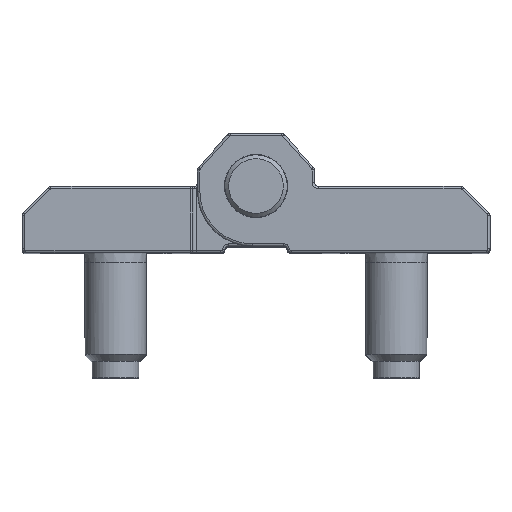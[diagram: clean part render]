
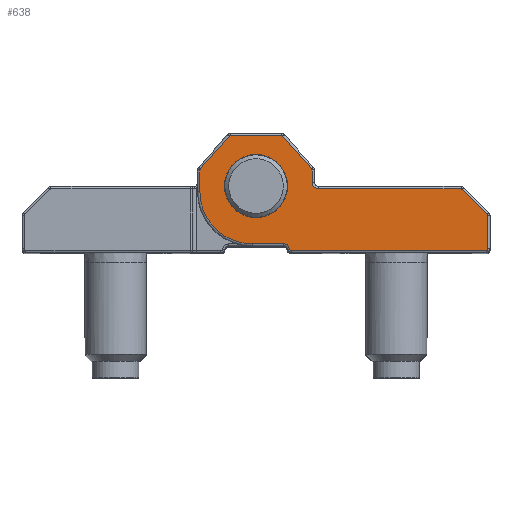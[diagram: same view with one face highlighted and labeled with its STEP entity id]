
A CAD part, top view. The second image highlights one B-rep face of the part: STEP entity #638.
In plain terms, the highlighted planar face has unit normal (0, 0, 1).
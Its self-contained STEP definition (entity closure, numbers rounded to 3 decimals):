
#638=ADVANCED_FACE('',(#1491,#1492),#1493,.T.);
#1491=FACE_OUTER_BOUND('',#3924,.T.);
#1492=FACE_BOUND('',#3925,.T.);
#1493=PLANE('',#3926);
#3924=EDGE_LOOP('',(#7566,#7567,#7568,#7569,#7570,#7571,#7572,#7573,#7574,#7575,#7576,#7577,#7578,#7579,#7580,#7581,#7582,#7583,#7584,#7585,#7586));
#3925=EDGE_LOOP('',(#7587));
#3926=AXIS2_PLACEMENT_3D('',#7588,#7589,#7590);
#7566=ORIENTED_EDGE('',*,*,#11384,.T.);
#7567=ORIENTED_EDGE('',*,*,#11385,.T.);
#7568=ORIENTED_EDGE('',*,*,#11386,.T.);
#7569=ORIENTED_EDGE('',*,*,#11387,.T.);
#7570=ORIENTED_EDGE('',*,*,#11388,.T.);
#7571=ORIENTED_EDGE('',*,*,#11389,.T.);
#7572=ORIENTED_EDGE('',*,*,#11390,.T.);
#7573=ORIENTED_EDGE('',*,*,#11391,.T.);
#7574=ORIENTED_EDGE('',*,*,#11392,.T.);
#7575=ORIENTED_EDGE('',*,*,#11393,.T.);
#7576=ORIENTED_EDGE('',*,*,#11294,.T.);
#7577=ORIENTED_EDGE('',*,*,#11304,.T.);
#7578=ORIENTED_EDGE('',*,*,#11306,.T.);
#7579=ORIENTED_EDGE('',*,*,#11302,.T.);
#7580=ORIENTED_EDGE('',*,*,#11299,.T.);
#7581=ORIENTED_EDGE('',*,*,#11394,.T.);
#7582=ORIENTED_EDGE('',*,*,#11395,.T.);
#7583=ORIENTED_EDGE('',*,*,#11396,.T.);
#7584=ORIENTED_EDGE('',*,*,#11397,.T.);
#7585=ORIENTED_EDGE('',*,*,#11398,.T.);
#7586=ORIENTED_EDGE('',*,*,#11399,.T.);
#7587=ORIENTED_EDGE('',*,*,#11400,.F.);
#7588=CARTESIAN_POINT('',(0.0,0.0,45.0));
#7589=DIRECTION('',(0.0,0.0,1.0));
#7590=DIRECTION('',(1.0,0.0,0.0));
#11294=EDGE_CURVE('',#12993,#12991,#12994,.T.);
#11299=EDGE_CURVE('',#12996,#13001,#13003,.T.);
#11302=EDGE_CURVE('',#13004,#12996,#13007,.T.);
#11304=EDGE_CURVE('',#12991,#13008,#13010,.F.);
#11306=EDGE_CURVE('',#13008,#13004,#13012,.T.);
#11384=EDGE_CURVE('',#13125,#13126,#13127,.T.);
#11385=EDGE_CURVE('',#13126,#13128,#13129,.T.);
#11386=EDGE_CURVE('',#13128,#13130,#13131,.T.);
#11387=EDGE_CURVE('',#13130,#13132,#13133,.T.);
#11388=EDGE_CURVE('',#13132,#13134,#13135,.T.);
#11389=EDGE_CURVE('',#13134,#13136,#13137,.F.);
#11390=EDGE_CURVE('',#13136,#13138,#13139,.T.);
#11391=EDGE_CURVE('',#13138,#13140,#13141,.T.);
#11392=EDGE_CURVE('',#13140,#13142,#13143,.F.);
#11393=EDGE_CURVE('',#13142,#12993,#13144,.T.);
#11394=EDGE_CURVE('',#13001,#13145,#13146,.F.);
#11395=EDGE_CURVE('',#13145,#13147,#13148,.T.);
#11396=EDGE_CURVE('',#13147,#13149,#13150,.T.);
#11397=EDGE_CURVE('',#13149,#13151,#13152,.T.);
#11398=EDGE_CURVE('',#13151,#13153,#13154,.T.);
#11399=EDGE_CURVE('',#13153,#13125,#13155,.F.);
#11400=EDGE_CURVE('',#13156,#13156,#13157,.T.);
#12991=VERTEX_POINT('',#15641);
#12993=VERTEX_POINT('',#15643);
#12994=CIRCLE('',#15644,0.2);
#12996=VERTEX_POINT('',#15646);
#13001=VERTEX_POINT('',#15651);
#13003=CIRCLE('',#15653,0.2);
#13004=VERTEX_POINT('',#15654);
#13007=LINE('',#15658,#15659);
#13008=VERTEX_POINT('',#15660);
#13010=LINE('',#15662,#15663);
#13012=CIRCLE('',#15666,0.2);
#13125=VERTEX_POINT('',#15811);
#13126=VERTEX_POINT('',#15812);
#13127=CIRCLE('',#15813,0.2);
#13128=VERTEX_POINT('',#15814);
#13129=LINE('',#15815,#15816);
#13130=VERTEX_POINT('',#15817);
#13131=CIRCLE('',#15818,0.2);
#13132=VERTEX_POINT('',#15819);
#13133=LINE('',#15820,#15821);
#13134=VERTEX_POINT('',#15822);
#13135=CIRCLE('',#15823,0.2);
#13136=VERTEX_POINT('',#15824);
#13137=LINE('',#15825,#15826);
#13138=VERTEX_POINT('',#15827);
#13139=CIRCLE('',#15828,0.2);
#13140=VERTEX_POINT('',#15829);
#13141=LINE('',#15830,#15831);
#13142=VERTEX_POINT('',#15832);
#13143=CIRCLE('',#15833,0.8);
#13144=LINE('',#15834,#15835);
#13145=VERTEX_POINT('',#15836);
#13146=LINE('',#15837,#15838);
#13147=VERTEX_POINT('',#15839);
#13148=CIRCLE('',#15840,0.2);
#13149=VERTEX_POINT('',#15841);
#13150=LINE('',#15842,#15843);
#13151=VERTEX_POINT('',#15844);
#13152=CIRCLE('',#15845,6.7);
#13153=VERTEX_POINT('',#15846);
#13154=LINE('',#15847,#15848);
#13155=CIRCLE('',#15849,0.8);
#13156=VERTEX_POINT('',#15850);
#13157=CIRCLE('',#15851,4.05);
#15641=CARTESIAN_POINT('',(7.149,3.093,45.0));
#15643=CARTESIAN_POINT('',(7.2,2.96,45.0));
#15644=AXIS2_PLACEMENT_3D('',#19287,#19288,#19289);
#15646=CARTESIAN_POINT('',(-3.275,7.35,45.0));
#15651=CARTESIAN_POINT('',(-3.425,7.283,45.0));
#15653=AXIS2_PLACEMENT_3D('',#19302,#19303,#19304);
#15654=CARTESIAN_POINT('',(3.275,7.35,45.0));
#15658=CARTESIAN_POINT('',(-3.275,7.35,45.0));
#15659=VECTOR('',#19309,1.0);
#15660=CARTESIAN_POINT('',(3.425,7.283,45.0));
#15662=CARTESIAN_POINT('',(5.53,4.915,45.0));
#15663=VECTOR('',#19313,1.0);
#15666=AXIS2_PLACEMENT_3D('',#19315,#19316,#19317);
#15811=CARTESIAN_POINT('',(4.302,-7.18,45.0));
#15812=CARTESIAN_POINT('',(4.5,-7.35,45.0));
#15813=AXIS2_PLACEMENT_3D('',#19485,#19486,#19487);
#15814=CARTESIAN_POINT('',(29.5,-7.35,45.0));
#15815=CARTESIAN_POINT('',(29.5,-7.35,45.0));
#15816=VECTOR('',#19488,1.0);
#15817=CARTESIAN_POINT('',(29.7,-7.15,45.0));
#15818=AXIS2_PLACEMENT_3D('',#19489,#19490,#19491);
#15819=CARTESIAN_POINT('',(29.7,-2.857,45.0));
#15820=CARTESIAN_POINT('',(29.7,-2.857,45.0));
#15821=VECTOR('',#19492,1.0);
#15822=CARTESIAN_POINT('',(29.641,-2.716,45.0));
#15823=AXIS2_PLACEMENT_3D('',#19493,#19494,#19495);
#15824=CARTESIAN_POINT('',(26.434,0.491,45.0));
#15825=CARTESIAN_POINT('',(13.463,13.463,45.0));
#15826=VECTOR('',#19496,1.0);
#15827=CARTESIAN_POINT('',(26.293,0.55,45.0));
#15828=AXIS2_PLACEMENT_3D('',#19497,#19498,#19499);
#15829=CARTESIAN_POINT('',(8.0,0.55,45.0));
#15830=CARTESIAN_POINT('',(8.0,0.55,45.0));
#15831=VECTOR('',#19500,1.0);
#15832=CARTESIAN_POINT('',(7.2,1.35,45.0));
#15833=AXIS2_PLACEMENT_3D('',#19501,#19502,#19503);
#15834=CARTESIAN_POINT('',(7.2,2.96,45.0));
#15835=VECTOR('',#19504,1.0);
#15836=CARTESIAN_POINT('',(-7.149,3.093,45.0));
#15837=CARTESIAN_POINT('',(-5.53,4.915,45.0));
#15838=VECTOR('',#19505,1.0);
#15839=CARTESIAN_POINT('',(-7.2,2.96,45.0));
#15840=AXIS2_PLACEMENT_3D('',#19506,#19507,#19508);
#15841=CARTESIAN_POINT('',(-7.2,0.2,45.0));
#15842=CARTESIAN_POINT('',(-7.2,0.2,45.0));
#15843=VECTOR('',#19509,1.0);
#15844=CARTESIAN_POINT('',(-0.5,-6.5,45.0));
#15845=AXIS2_PLACEMENT_3D('',#19510,#19511,#19512);
#15846=CARTESIAN_POINT('',(3.511,-6.5,45.0));
#15847=CARTESIAN_POINT('',(3.511,-6.5,45.0));
#15848=VECTOR('',#19513,1.0);
#15849=AXIS2_PLACEMENT_3D('',#19514,#19515,#19516);
#15850=CARTESIAN_POINT('',(4.05,0.9,45.0));
#15851=AXIS2_PLACEMENT_3D('',#19517,#19518,#19519);
#19287=CARTESIAN_POINT('',(7.0,2.96,45.0));
#19288=DIRECTION('',(0.0,0.0,1.0));
#19289=DIRECTION('',(1.0,0.0,0.0));
#19302=CARTESIAN_POINT('',(-3.275,7.15,45.0));
#19303=DIRECTION('',(0.0,0.0,1.0));
#19304=DIRECTION('',(1.0,0.0,0.0));
#19309=DIRECTION('',(-1.0,0.,0.0));
#19313=DIRECTION('',(0.664,-0.747,0.0));
#19315=CARTESIAN_POINT('',(3.275,7.15,45.0));
#19316=DIRECTION('',(0.0,0.0,1.0));
#19317=DIRECTION('',(1.0,0.0,0.0));
#19485=CARTESIAN_POINT('',(4.5,-7.15,45.0));
#19486=DIRECTION('',(0.0,0.0,1.0));
#19487=DIRECTION('',(1.0,0.0,0.0));
#19488=DIRECTION('',(1.0,0.0,0.0));
#19489=CARTESIAN_POINT('',(29.5,-7.15,45.0));
#19490=DIRECTION('',(0.0,0.0,1.0));
#19491=DIRECTION('',(1.0,0.0,0.0));
#19492=DIRECTION('',(0.0,1.0,0.0));
#19493=CARTESIAN_POINT('',(29.5,-2.857,45.0));
#19494=DIRECTION('',(0.0,0.0,1.0));
#19495=DIRECTION('',(1.0,0.0,0.0));
#19496=DIRECTION('',(0.707,-0.707,0.0));
#19497=CARTESIAN_POINT('',(26.293,0.35,45.0));
#19498=DIRECTION('',(0.0,0.0,1.0));
#19499=DIRECTION('',(1.0,0.0,0.0));
#19500=DIRECTION('',(-1.0,0.,0.0));
#19501=CARTESIAN_POINT('',(8.0,1.35,45.0));
#19502=DIRECTION('',(0.0,0.0,1.0));
#19503=DIRECTION('',(1.0,0.0,0.0));
#19504=DIRECTION('',(0.0,1.0,0.0));
#19505=DIRECTION('',(0.664,0.747,0.0));
#19506=CARTESIAN_POINT('',(-7.0,2.96,45.0));
#19507=DIRECTION('',(0.0,0.0,1.0));
#19508=DIRECTION('',(1.0,0.0,0.0));
#19509=DIRECTION('',(0.,-1.0,0.0));
#19510=CARTESIAN_POINT('',(-0.5,0.2,45.0));
#19511=DIRECTION('',(0.0,0.0,1.0));
#19512=DIRECTION('',(1.0,0.0,0.0));
#19513=DIRECTION('',(1.0,0.0,0.0));
#19514=CARTESIAN_POINT('',(3.511,-7.3,45.0));
#19515=DIRECTION('',(0.0,0.0,1.0));
#19516=DIRECTION('',(1.0,0.0,0.0));
#19517=CARTESIAN_POINT('',(0.0,0.9,45.0));
#19518=DIRECTION('',(0.0,0.0,1.0));
#19519=DIRECTION('',(1.0,0.0,0.0));
